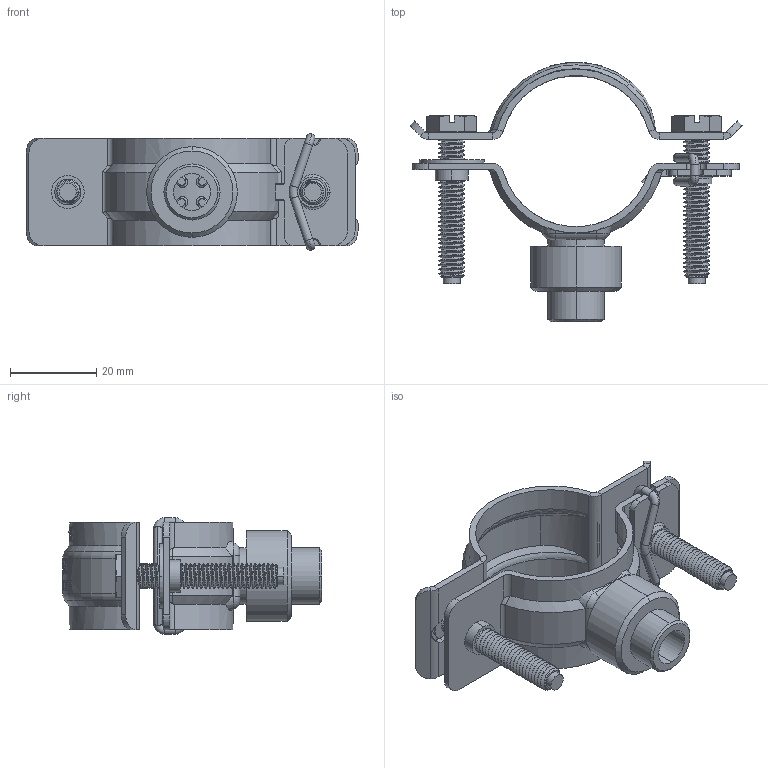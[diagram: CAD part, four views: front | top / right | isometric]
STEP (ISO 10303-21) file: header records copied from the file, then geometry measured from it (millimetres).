
FILE_DESCRIPTION (( 'STEP AP203' ), '1' );
FILE_NAME ('50.103RK.STEP', '2024-03-25T11:04:39', ( '' ), ( '' ), 'SwSTEP 2.0', 'SolidWorks 2023', '' );
FILE_SCHEMA (( 'CONFIG_CONTROL_DESIGN' ));
Length unit declared in the file: millimetre
Products named in the file (1): 50.103RK
Bounding box: 76.93 x 60.08 x 27 mm (x, y, z)
Surface area: 15717.8 mm2 (no closed solid volume)
Topology: 0 solids, 9 shells, 734 faces, 2435 edges, 1636 vertices
Faces by surface type: cylinder 270, plane 209, bspline 173, cone 54, torus 26, sphere 2
Entity records: 43162 total; most frequent: CARTESIAN_POINT 25104, ORIENTED_EDGE 4250, DIRECTION 2788, EDGE_CURVE 2433, VERTEX_POINT 1636, AXIS2_PLACEMENT_3D 1041, B_SPLINE_CURVE_WITH_KNOTS 948, EDGE_LOOP 777
